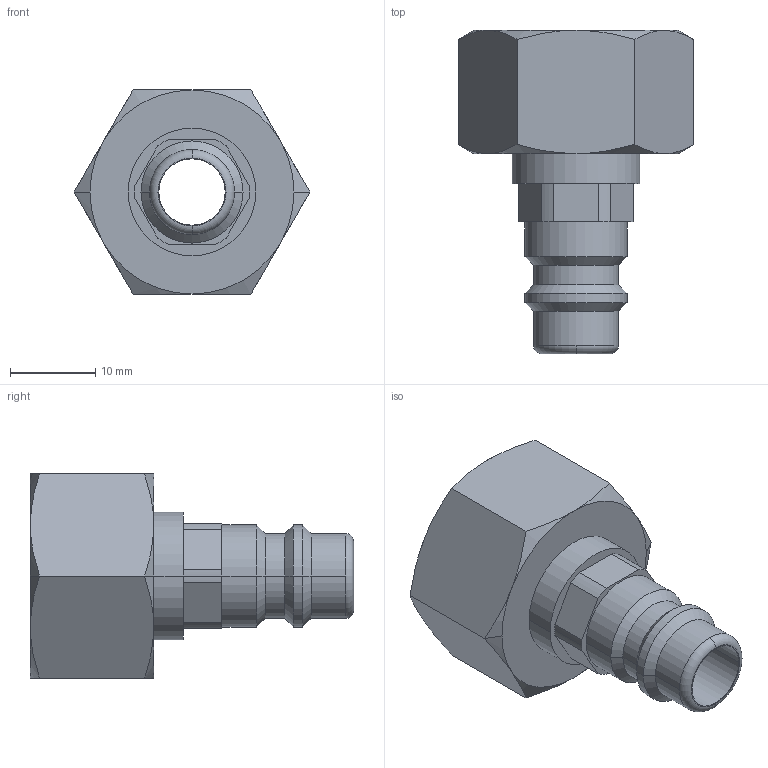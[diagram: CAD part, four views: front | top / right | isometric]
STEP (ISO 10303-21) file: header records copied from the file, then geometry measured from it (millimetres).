
FILE_DESCRIPTION(('STEP AP214'),'1');
FILE_NAME('esik_12_nis.stp','2020-03-05T09:14:49',('TraceParts'),('TraceParts S.A.'),'Spatial InterOp 3D',' ',' ');
FILE_SCHEMA(('automotive_design'));
Length unit declared in the file: millimetre
Products named in the file (1): 1
Bounding box: 27.71 x 38 x 24 mm (x, y, z)
Volume: 5181.9 mm3; surface area: 4256.1 mm2
Topology: 1 solids, 1 shells, 66 faces, 151 edges, 91 vertices
Faces by surface type: cone 24, cylinder 22, plane 18, torus 2
Entity records: 2424 total; most frequent: CARTESIAN_POINT 405, DIRECTION 330, ORIENTED_EDGE 302, EDGE_CURVE 151, AXIS2_PLACEMENT_3D 136, VERTEX_POINT 91, EDGE_LOOP 72, CIRCLE 69
